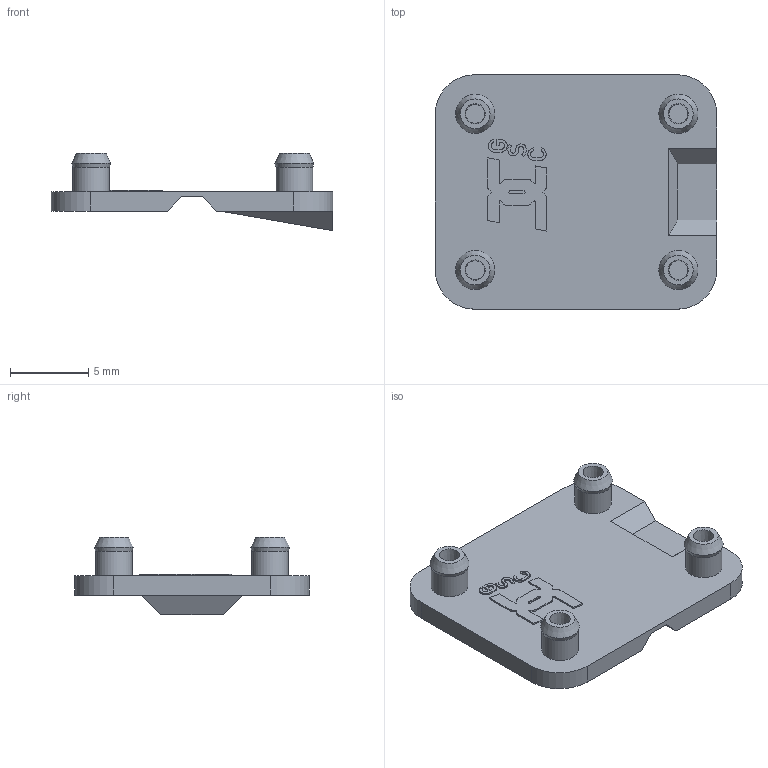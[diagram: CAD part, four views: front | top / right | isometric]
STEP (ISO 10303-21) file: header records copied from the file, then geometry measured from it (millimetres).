
FILE_DESCRIPTION(/* description */ ('Unknown'),/* implementation_level */ '2;1');
FILE_NAME(/* name */ 'Befestigungsclip - ENG-0161832-LOGO',/* time_stamp */ '2016-12-09T10:41:53+01:00',/* author */ ('Unknown'),/* organization */ ('Unknown'),/* preprocessor_version */ 'ST-DEVELOPER v16',/* originating_system */ 'DEX',/* authorisation */ $);
FILE_SCHEMA (('AUTOMOTIVE_DESIGN { 1 0 10303 214 3 1 1 }','AUTOMOTIVE_DESIGN {1 0 10303 214 3 1 1}'));
Length unit declared in the file: millimetre
Products named in the file (1): Befestigungsclip - ENG-0161832-LOGO
Bounding box: 18 x 15 x 4.95 mm (x, y, z)
Volume: 342.4 mm3; surface area: 735.2 mm2
Topology: 1 solids, 1 shells, 173 faces, 466 edges, 308 vertices
Faces by surface type: cylinder 76, plane 74, cone 12, bspline 11
Full cylindrical faces by diameter (mm): 2.34 x4
Entity records: 6757 total; most frequent: CARTESIAN_POINT 1147, DIRECTION 922, ORIENTED_EDGE 900, EDGE_CURVE 450, AXIS2_PLACEMENT_3D 331, VERTEX_POINT 308, LINE 260, VECTOR 260
